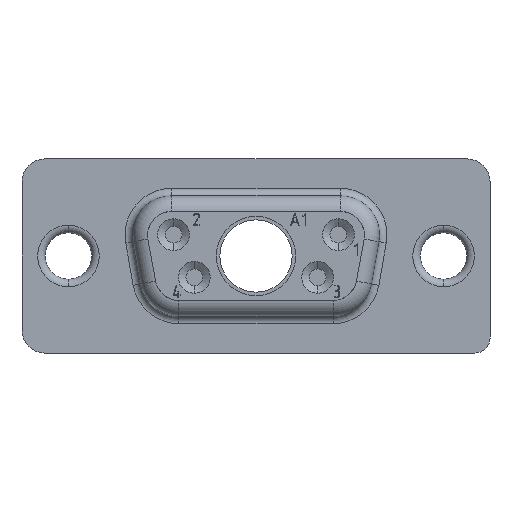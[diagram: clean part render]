
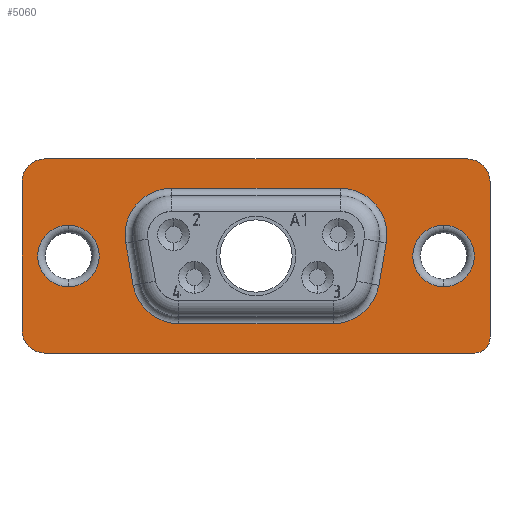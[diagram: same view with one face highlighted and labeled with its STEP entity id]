
A CAD part, front view. The second image highlights one B-rep face of the part: STEP entity #5060.
In plain terms, the highlighted face is planar.
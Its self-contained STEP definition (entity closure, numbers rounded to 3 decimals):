
#210=CARTESIAN_POINT('',(-209.661,186.432,13.12))
;
#220=VERTEX_POINT('',#210);
#250=CARTESIAN_POINT('',(-211.161,186.432,13.12));
#260=DIRECTION('',(0.,0.,1.));
#270=DIRECTION('',(1.,0.,0.));
#280=AXIS2_PLACEMENT_3D('',#250,#260,#270);
#290=CIRCLE('',#280,1.5);
#300=CARTESIAN_POINT('',(-211.161,184.932,13.12));
#310=VERTEX_POINT('',#300);
#320=EDGE_CURVE('',#310,#220,#290,.T.);
#640=CARTESIAN_POINT('',(-0.19,184.932,13.12)
);
#650=DIRECTION('',(-1.,0.,0.));
#660=VECTOR('',#650,1.);
#670=LINE('',#640,#660);
#680=CARTESIAN_POINT('',(-221.091,184.932,13.12));
#690=VERTEX_POINT('',#680);
#700=EDGE_CURVE('',#310,#690,#670,.T.);
#1060=CARTESIAN_POINT('',(-209.661,214.622,13.12));
#1070=VERTEX_POINT('',#1060);
#1100=CARTESIAN_POINT('',(-209.661,0.,13.12));
#1110=DIRECTION('',(0.,-1.,0.));
#1120=VECTOR('',#1110,1.);
#1130=LINE('',#1100,#1120);
#1140=EDGE_CURVE('',#1070,#220,#1130,.T.);
#3340=CARTESIAN_POINT('',(-218.176,213.027,13.12));
#3350=VERTEX_POINT('',#3340);
#3380=CARTESIAN_POINT('',(-216.126,213.027,13.12));
#3390=DIRECTION('',(0.,0.,-1.));
#3400=DIRECTION('',(-1.,0.,0.));
#3410=AXIS2_PLACEMENT_3D('',#3380,#3390,#3400);
#3420=CIRCLE('',#3410,2.05);
#3430=CARTESIAN_POINT('',(-214.076,213.027,13.12));
#3440=VERTEX_POINT('',#3430);
#3450=EDGE_CURVE('',#3440,#3350,#3420,.T.);
#3650=CARTESIAN_POINT('',(-216.785,230.102,
13.12));
#3660=DIRECTION('',(0.,0.,1.));
#3670=DIRECTION('',(-1.,0.,0.));
#3680=AXIS2_PLACEMENT_3D('',#3650,#3660,#3670);
#3690=PLANE('',#3680);
#3700=EDGE_CURVE('',#3350,#3440,#3420,.T.);
#3710=ORIENTED_EDGE('',*,*,#3700,.F.);
#3720=ORIENTED_EDGE('',*,*,#3450,.F.);
#3730=EDGE_LOOP('',(#3720,#3710));
#3740=FACE_BOUND('',#3730,.T.);
#3750=CARTESIAN_POINT('',(-217.536,195.395,13.12)
);
#3760=DIRECTION('',(0.,0.,-1.));
#3770=DIRECTION('',(-1.,0.,0.));
#3780=AXIS2_PLACEMENT_3D('',#3750,#3760,#3770);
#3790=CIRCLE('',#3780,3.1);
#3800=CARTESIAN_POINT('',(-218.074,192.342,
13.12));
#3810=VERTEX_POINT('',#3800);
#3820=CARTESIAN_POINT('',(-220.636,195.395,13.12)
);
#3830=VERTEX_POINT('',#3820);
#3840=EDGE_CURVE('',#3810,#3830,#3790,.T.);
#3850=ORIENTED_EDGE('',*,*,#3840,.F.);
#3860=CARTESIAN_POINT('',(-220.636,0.,
13.12));
#3870=DIRECTION('',(0.,1.,0.));
#3880=VECTOR('',#3870,1.);
#3890=LINE('',#3860,#3880);
#3900=CARTESIAN_POINT('',(-220.636,205.66,13.12)
);
#3910=VERTEX_POINT('',#3900);
#3920=EDGE_CURVE('',#3830,#3910,#3890,.T.);
#3930=ORIENTED_EDGE('',*,*,#3920,.F.);
#3940=CARTESIAN_POINT('',(-217.536,205.66,13.12)
);
#3950=DIRECTION('',(0.,0.,1.));
#3960=DIRECTION('',(1.,0.,0.));
#3970=AXIS2_PLACEMENT_3D('',#3940,#3950,#3960);
#3980=CIRCLE('',#3970,3.1);
#3990=CARTESIAN_POINT('',(-218.074,208.713,
13.12));
#4000=VERTEX_POINT('',#3990);
#4010=EDGE_CURVE('',#4000,#3910,#3980,.T.);
#4020=ORIENTED_EDGE('',*,*,#4010,.T.);
#4030=CARTESIAN_POINT('',(-0.19,247.132,
13.12));
#4040=DIRECTION('',(0.985,0.174,0.));
#4050=VECTOR('',#4040,1.);
#4060=LINE('',#4030,#4050);
#4070=CARTESIAN_POINT('',(-215.254,209.21,
13.12));
#4080=VERTEX_POINT('',#4070);
#4090=EDGE_CURVE('',#4000,#4080,#4060,.T.);
#4100=ORIENTED_EDGE('',*,*,#4090,.F.);
#4110=CARTESIAN_POINT('',(-214.716,206.157,13.12));
#4120=DIRECTION('',(0.,0.,-1.));
#4130=DIRECTION('',(-1.,0.,0.));
#4140=AXIS2_PLACEMENT_3D('',#4110,#4120,#4130);
#4150=CIRCLE('',#4140,3.1);
#4160=CARTESIAN_POINT('',(-211.616,206.157,13.12));
#4170=VERTEX_POINT('',#4160);
#4180=EDGE_CURVE('',#4080,#4170,#4150,.T.);
#4190=ORIENTED_EDGE('',*,*,#4180,.F.);
#4200=CARTESIAN_POINT('',(-211.616,0.,
13.12));
#4210=DIRECTION('',(0.,-1.,0.));
#4220=VECTOR('',#4210,1.);
#4230=LINE('',#4200,#4220);
#4240=CARTESIAN_POINT('',(-211.616,194.897,13.12));
#4250=VERTEX_POINT('',#4240);
#4260=EDGE_CURVE('',#4170,#4250,#4230,.T.);
#4270=ORIENTED_EDGE('',*,*,#4260,.F.);
#4280=CARTESIAN_POINT('',(-214.716,194.897,13.12));
#4290=DIRECTION('',(0.,0.,-1.));
#4300=DIRECTION('',(-1.,0.,0.));
#4310=AXIS2_PLACEMENT_3D('',#4280,#4290,#4300);
#4320=CIRCLE('',#4310,3.1);
#4330=CARTESIAN_POINT('',(-215.254,191.844,
13.12));
#4340=VERTEX_POINT('',#4330);
#4350=EDGE_CURVE('',#4250,#4340,#4320,.T.);
#4360=ORIENTED_EDGE('',*,*,#4350,.F.);
#4370=CARTESIAN_POINT('',(-0.19,153.923,
13.12));
#4380=DIRECTION('',(-0.985,0.174,0.));
#4390=VECTOR('',#4380,1.);
#4400=LINE('',#4370,#4390);
#4410=EDGE_CURVE('',#4340,#3810,#4400,.T.);
#4420=ORIENTED_EDGE('',*,*,#4410,.F.);
#4430=EDGE_LOOP('',(#4420,#4360,#4270,#4190,#4100,#4020,#3930,#3850));
#4440=FACE_BOUND('',#4430,.T.);
#4450=CARTESIAN_POINT('',(-216.126,188.027,13.12));
#4460=DIRECTION('',(0.,0.,-1.));
#4470=DIRECTION('',(-1.,0.,0.));
#4480=AXIS2_PLACEMENT_3D('',#4450,#4460,#4470);
#4490=CIRCLE('',#4480,2.05);
#4500=CARTESIAN_POINT('',(-218.176,188.027,13.12));
#4510=VERTEX_POINT('',#4500);
#4520=CARTESIAN_POINT('',(-214.076,188.027,13.12));
#4530=VERTEX_POINT('',#4520);
#4540=EDGE_CURVE('',#4510,#4530,#4490,.T.);
#4550=ORIENTED_EDGE('',*,*,#4540,.F.);
#4560=EDGE_CURVE('',#4530,#4510,#4490,.T.);
#4570=ORIENTED_EDGE('',*,*,#4560,.F.);
#4580=EDGE_LOOP('',(#4570,#4550));
#4590=FACE_BOUND('',#4580,.T.);
#4600=CARTESIAN_POINT('',(-221.091,186.432,13.12));
#4610=DIRECTION('',(0.,0.,-1.));
#4620=DIRECTION('',(-1.,0.,0.));
#4630=AXIS2_PLACEMENT_3D('',#4600,#4610,#4620);
#4640=CIRCLE('',#4630,1.5);
#4650=CARTESIAN_POINT('',(-222.591,186.432,13.12));
#4660=VERTEX_POINT('',#4650);
#4670=EDGE_CURVE('',#690,#4660,#4640,.T.);
#4680=ORIENTED_EDGE('',*,*,#4670,.T.);
#4690=ORIENTED_EDGE('',*,*,#700,.T.);
#4700=ORIENTED_EDGE('',*,*,#320,.F.);
#4710=ORIENTED_EDGE('',*,*,#1140,.T.);
#4720=CARTESIAN_POINT('',(-211.161,214.622,13.12));
#4730=DIRECTION('',(0.,0.,-1.));
#4740=DIRECTION('',(-1.,0.,0.));
#4750=AXIS2_PLACEMENT_3D('',#4720,#4730,#4740);
#4760=CIRCLE('',#4750,1.5);
#4770=CARTESIAN_POINT('',(-211.161,216.122,13.12));
#4780=VERTEX_POINT('',#4770);
#4790=EDGE_CURVE('',#4780,#1070,#4760,.T.);
#4800=ORIENTED_EDGE('',*,*,#4790,.T.);
#4810=CARTESIAN_POINT('',(-0.19,216.122,13.12
));
#4820=DIRECTION('',(1.,0.,0.));
#4830=VECTOR('',#4820,1.);
#4840=LINE('',#4810,#4830);
#4850=CARTESIAN_POINT('',(-221.591,216.122,13.12));
#4860=VERTEX_POINT('',#4850);
#4870=EDGE_CURVE('',#4860,#4780,#4840,.T.);
#4880=ORIENTED_EDGE('',*,*,#4870,.T.);
#4890=CARTESIAN_POINT('',(-221.591,215.122,13.12));
#4900=DIRECTION('',(0.,0.,1.));
#4910=DIRECTION('',(1.,0.,0.));
#4920=AXIS2_PLACEMENT_3D('',#4890,#4900,#4910);
#4930=CIRCLE('',#4920,1.);
#4940=CARTESIAN_POINT('',(-222.591,215.122,13.12));
#4950=VERTEX_POINT('',#4940);
#4960=EDGE_CURVE('',#4860,#4950,#4930,.T.);
#4970=ORIENTED_EDGE('',*,*,#4960,.F.);
#4980=CARTESIAN_POINT('',(-222.591,0.,
13.12));
#4990=DIRECTION('',(0.,-1.,0.));
#5000=VECTOR('',#4990,1.);
#5010=LINE('',#4980,#5000);
#5020=EDGE_CURVE('',#4950,#4660,#5010,.T.);
#5030=ORIENTED_EDGE('',*,*,#5020,.F.);
#5040=EDGE_LOOP('',(#5030,#4970,#4880,#4800,#4710,#4700,#4690,#4680));
#5050=FACE_OUTER_BOUND('',#5040,.T.);
#5060=ADVANCED_FACE('',(#3740,#4440,#4590,#5050),#3690,.F.);
